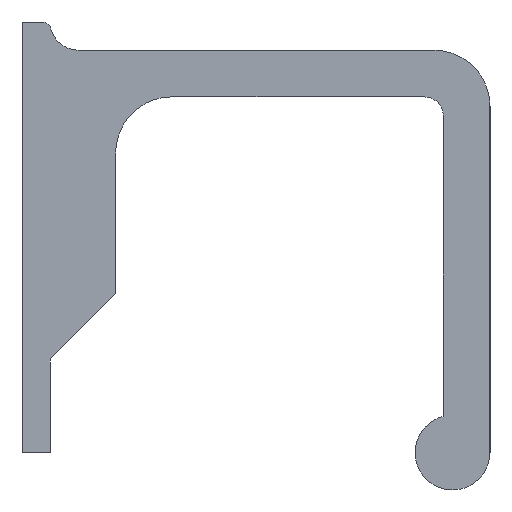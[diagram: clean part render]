
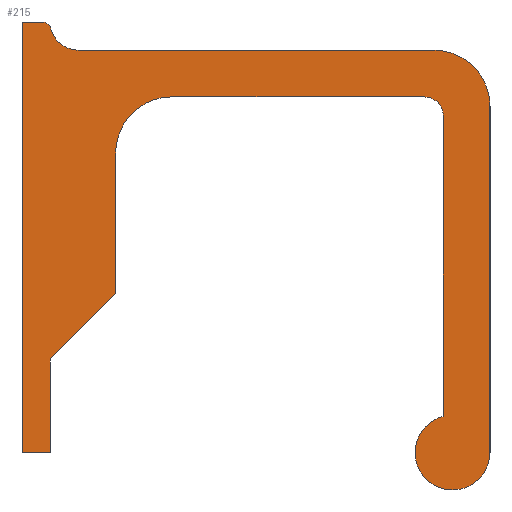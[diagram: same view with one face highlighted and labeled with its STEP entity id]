
A CAD part, left-side view. The second image highlights one B-rep face of the part: STEP entity #215.
In plain terms, the highlighted free-form (B-spline) face has degree [1, 1] with [2, 2] control points.
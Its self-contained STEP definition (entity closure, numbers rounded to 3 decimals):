
#44=CARTESIAN_POINT('',(0.0,-26.249,1.249));
#45=CARTESIAN_POINT('',(0.0,1.249,1.249));
#46=CARTESIAN_POINT('',(0.0,-26.249,-26.244));
#47=CARTESIAN_POINT('',(0.0,1.249,-26.244));
#48=B_SPLINE_SURFACE_WITH_KNOTS('',1,1,((#44,#46),(#45,#47)),.UNSPECIFIED.,.F.,.F.,.U.,(2,2),(2,2),(0.0,27.498),(0.0,27.493),.UNSPECIFIED.);
#49=CARTESIAN_POINT('',(0.0,-1.064,0.));
#50=VERTEX_POINT('',#49);
#51=CARTESIAN_POINT('',(0.0,-1.548,-0.375));
#52=VERTEX_POINT('',#51);
#53=CARTESIAN_POINT('',(0.0,-1.064,0.));
#54=CARTESIAN_POINT('',(0.0,-1.451,0.));
#55=CARTESIAN_POINT('',(0.0,-1.548,-0.375));
#63=(BOUNDED_CURVE()B_SPLINE_CURVE(2,(#53,#54,#55),.UNSPECIFIED.,.F.,.U.)CURVE()GEOMETRIC_REPRESENTATION_ITEM()QUASI_UNIFORM_CURVE()RATIONAL_B_SPLINE_CURVE((1.0,0.791,1.0))REPRESENTATION_ITEM(''));
#64=EDGE_CURVE('',#50,#52,#63,.T.);
#65=ORIENTED_EDGE('',*,*,#64,.F.);
#66=CARTESIAN_POINT('',(0.0,0.0,0.0));
#67=VERTEX_POINT('',#66);
#68=CARTESIAN_POINT('',(0.0,0.0,0.0));
#69=CARTESIAN_POINT('',(0.0,-1.064,0.));
#70=QUASI_UNIFORM_CURVE('',1,(#68,#69),.UNSPECIFIED.,.F.,.U.);
#71=EDGE_CURVE('',#67,#50,#70,.T.);
#72=ORIENTED_EDGE('',*,*,#71,.F.);
#73=CARTESIAN_POINT('',(0.0,0.0,-23.0));
#74=VERTEX_POINT('',#73);
#75=CARTESIAN_POINT('',(0.0,0.0,-23.0));
#76=CARTESIAN_POINT('',(0.0,0.0,0.0));
#77=QUASI_UNIFORM_CURVE('',1,(#75,#76),.UNSPECIFIED.,.F.,.U.);
#78=EDGE_CURVE('',#74,#67,#77,.T.);
#79=ORIENTED_EDGE('',*,*,#78,.F.);
#80=CARTESIAN_POINT('',(0.0,-1.5,-23.0));
#81=VERTEX_POINT('',#80);
#82=CARTESIAN_POINT('',(0.0,-1.5,-23.0));
#83=CARTESIAN_POINT('',(0.0,0.0,-23.0));
#84=QUASI_UNIFORM_CURVE('',1,(#82,#83),.UNSPECIFIED.,.F.,.U.);
#85=EDGE_CURVE('',#81,#74,#84,.T.);
#86=ORIENTED_EDGE('',*,*,#85,.F.);
#87=CARTESIAN_POINT('',(0.0,-1.5,-18.0));
#88=VERTEX_POINT('',#87);
#89=CARTESIAN_POINT('',(0.0,-1.5,-18.0));
#90=CARTESIAN_POINT('',(0.0,-1.5,-23.0));
#91=QUASI_UNIFORM_CURVE('',1,(#89,#90),.UNSPECIFIED.,.F.,.U.);
#92=EDGE_CURVE('',#88,#81,#91,.T.);
#93=ORIENTED_EDGE('',*,*,#92,.F.);
#94=CARTESIAN_POINT('',(0.0,-5.0,-14.5));
#95=VERTEX_POINT('',#94);
#96=CARTESIAN_POINT('',(0.0,-5.0,-14.5));
#97=CARTESIAN_POINT('',(0.0,-1.5,-18.0));
#98=QUASI_UNIFORM_CURVE('',1,(#96,#97),.UNSPECIFIED.,.F.,.U.);
#99=EDGE_CURVE('',#95,#88,#98,.T.);
#100=ORIENTED_EDGE('',*,*,#99,.F.);
#101=CARTESIAN_POINT('',(0.0,-5.0,-7.0));
#102=VERTEX_POINT('',#101);
#103=CARTESIAN_POINT('',(0.0,-5.0,-7.0));
#104=CARTESIAN_POINT('',(0.0,-5.0,-14.5));
#105=QUASI_UNIFORM_CURVE('',1,(#103,#104),.UNSPECIFIED.,.F.,.U.);
#106=EDGE_CURVE('',#102,#95,#105,.T.);
#107=ORIENTED_EDGE('',*,*,#106,.F.);
#108=CARTESIAN_POINT('',(0.0,-8.0,-4.0));
#109=VERTEX_POINT('',#108);
#110=CARTESIAN_POINT('',(0.0,-5.0,-7.0));
#111=CARTESIAN_POINT('',(0.0,-5.,-4.));
#112=CARTESIAN_POINT('',(0.0,-8.0,-4.0));
#120=(BOUNDED_CURVE()B_SPLINE_CURVE(2,(#110,#111,#112),.UNSPECIFIED.,.F.,.U.)CURVE()GEOMETRIC_REPRESENTATION_ITEM()QUASI_UNIFORM_CURVE()RATIONAL_B_SPLINE_CURVE((1.0,0.707,1.0))REPRESENTATION_ITEM(''));
#121=EDGE_CURVE('',#102,#109,#120,.T.);
#122=ORIENTED_EDGE('',*,*,#121,.T.);
#123=CARTESIAN_POINT('',(0.0,-21.5,-4.0));
#124=VERTEX_POINT('',#123);
#125=CARTESIAN_POINT('',(0.0,-21.5,-4.0));
#126=CARTESIAN_POINT('',(0.0,-8.0,-4.0));
#127=QUASI_UNIFORM_CURVE('',1,(#125,#126),.UNSPECIFIED.,.F.,.U.);
#128=EDGE_CURVE('',#124,#109,#127,.T.);
#129=ORIENTED_EDGE('',*,*,#128,.F.);
#130=CARTESIAN_POINT('',(0.0,-22.5,-5.0));
#131=VERTEX_POINT('',#130);
#132=CARTESIAN_POINT('',(0.0,-21.5,-4.0));
#133=CARTESIAN_POINT('',(0.0,-22.5,-4.));
#134=CARTESIAN_POINT('',(0.0,-22.5,-5.0));
#142=(BOUNDED_CURVE()B_SPLINE_CURVE(2,(#132,#133,#134),.UNSPECIFIED.,.F.,.U.)CURVE()GEOMETRIC_REPRESENTATION_ITEM()QUASI_UNIFORM_CURVE()RATIONAL_B_SPLINE_CURVE((1.0,0.707,1.0))REPRESENTATION_ITEM(''));
#143=EDGE_CURVE('',#124,#131,#142,.T.);
#144=ORIENTED_EDGE('',*,*,#143,.T.);
#145=CARTESIAN_POINT('',(0.0,-22.5,-21.064));
#146=VERTEX_POINT('',#145);
#147=CARTESIAN_POINT('',(0.0,-22.5,-21.064));
#148=CARTESIAN_POINT('',(0.0,-22.5,-5.0));
#149=QUASI_UNIFORM_CURVE('',1,(#147,#148),.UNSPECIFIED.,.F.,.U.);
#150=EDGE_CURVE('',#146,#131,#149,.T.);
#151=ORIENTED_EDGE('',*,*,#150,.F.);
#152=CARTESIAN_POINT('',(0.0,-25.0,-23.0));
#153=VERTEX_POINT('',#152);
#154=CARTESIAN_POINT('',(0.0,-25.0,-23.0));
#155=CARTESIAN_POINT('',(0.0,-25.,-24.838));
#156=CARTESIAN_POINT('',(0.0,-23.168,-24.993));
#157=CARTESIAN_POINT('',(0.0,-21.337,-25.148));
#158=CARTESIAN_POINT('',(0.0,-21.028,-23.335));
#159=CARTESIAN_POINT('',(0.0,-20.72,-21.523));
#160=CARTESIAN_POINT('',(0.0,-22.5,-21.064));
#168=(BOUNDED_CURVE()B_SPLINE_CURVE(2,(#154,#155,#156,#157,#158,#159,#160),.UNSPECIFIED.,.F.,.U.)B_SPLINE_CURVE_WITH_KNOTS((3,2,2,3),(0.0,0.333,0.667,1.0),.UNSPECIFIED.)CURVE()GEOMETRIC_REPRESENTATION_ITEM()RATIONAL_B_SPLINE_CURVE((1.0,0.736,1.0,0.736,1.0,0.736,1.0))REPRESENTATION_ITEM(''));
#169=EDGE_CURVE('',#153,#146,#168,.T.);
#170=ORIENTED_EDGE('',*,*,#169,.F.);
#171=CARTESIAN_POINT('',(0.0,-25.0,-4.5));
#172=VERTEX_POINT('',#171);
#173=CARTESIAN_POINT('',(0.0,-25.0,-4.5));
#174=CARTESIAN_POINT('',(0.0,-25.0,-23.0));
#175=QUASI_UNIFORM_CURVE('',1,(#173,#174),.UNSPECIFIED.,.F.,.U.);
#176=EDGE_CURVE('',#172,#153,#175,.T.);
#177=ORIENTED_EDGE('',*,*,#176,.F.);
#178=CARTESIAN_POINT('',(0.0,-22.0,-1.5));
#179=VERTEX_POINT('',#178);
#180=CARTESIAN_POINT('',(0.0,-22.0,-1.5));
#181=CARTESIAN_POINT('',(0.0,-25.0,-1.5));
#182=CARTESIAN_POINT('',(0.0,-25.0,-4.5));
#190=(BOUNDED_CURVE()B_SPLINE_CURVE(2,(#180,#181,#182),.UNSPECIFIED.,.F.,.U.)CURVE()GEOMETRIC_REPRESENTATION_ITEM()QUASI_UNIFORM_CURVE()RATIONAL_B_SPLINE_CURVE((1.0,0.707,1.0))REPRESENTATION_ITEM(''));
#191=EDGE_CURVE('',#179,#172,#190,.T.);
#192=ORIENTED_EDGE('',*,*,#191,.F.);
#193=CARTESIAN_POINT('',(0.0,-3.0,-1.5));
#194=VERTEX_POINT('',#193);
#195=CARTESIAN_POINT('',(0.0,-3.0,-1.5));
#196=CARTESIAN_POINT('',(0.0,-22.0,-1.5));
#197=QUASI_UNIFORM_CURVE('',1,(#195,#196),.UNSPECIFIED.,.F.,.U.);
#198=EDGE_CURVE('',#194,#179,#197,.T.);
#199=ORIENTED_EDGE('',*,*,#198,.F.);
#200=CARTESIAN_POINT('',(0.0,-3.0,-1.5));
#201=CARTESIAN_POINT('',(0.0,-1.838,-1.5));
#202=CARTESIAN_POINT('',(0.0,-1.548,-0.375));
#210=(BOUNDED_CURVE()B_SPLINE_CURVE(2,(#200,#201,#202),.UNSPECIFIED.,.F.,.U.)CURVE()GEOMETRIC_REPRESENTATION_ITEM()QUASI_UNIFORM_CURVE()RATIONAL_B_SPLINE_CURVE((1.0,0.791,1.0))REPRESENTATION_ITEM(''));
#211=EDGE_CURVE('',#194,#52,#210,.T.);
#212=ORIENTED_EDGE('',*,*,#211,.T.);
#213=EDGE_LOOP('',(#65,#72,#79,#86,#93,#100,#107,#122,#129,#144,#151,#170,#177,#192,#199,#212));
#214=FACE_OUTER_BOUND('',#213,.T.);
#215=ADVANCED_FACE('',(#214),#48,.T.);
